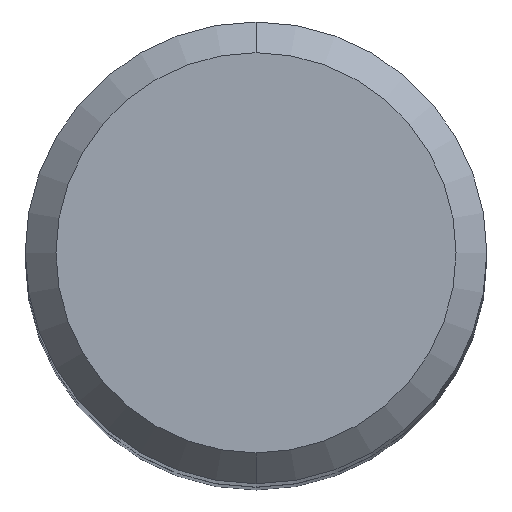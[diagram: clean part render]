
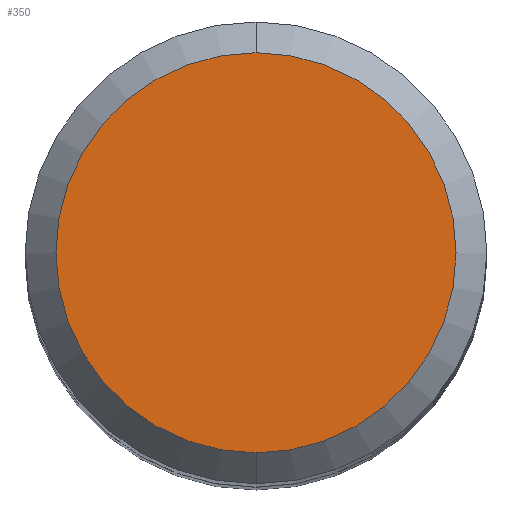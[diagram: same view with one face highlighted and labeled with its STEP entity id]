
A CAD part, top view. The second image highlights one B-rep face of the part: STEP entity #350.
In plain terms, the highlighted planar face has unit normal (0, 0, 1).
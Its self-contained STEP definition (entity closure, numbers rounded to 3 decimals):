
#216=VERTEX_POINT('',#519);
#328=VERTEX_POINT('',#641);
#350=ADVANCED_FACE('',(#665),#666,.T.);
#400=EDGE_CURVE('',#328,#216,#722,.T.);
#428=EDGE_CURVE('',#216,#328,#753,.T.);
#519=CARTESIAN_POINT('',(0.,-2.6,0.0));
#641=CARTESIAN_POINT('',(0.0,2.6,0.0));
#665=FACE_OUTER_BOUND('',#1196,.T.);
#666=PLANE('',#1197);
#722=CIRCLE('',#1316,2.6);
#753=CIRCLE('',#1356,2.6);
#1196=EDGE_LOOP('',(#1617,#1618));
#1197=AXIS2_PLACEMENT_3D('',#1619,#1620,#1621);
#1316=AXIS2_PLACEMENT_3D('',#1687,#1688,#1689);
#1356=AXIS2_PLACEMENT_3D('',#1730,#1731,#1732);
#1617=ORIENTED_EDGE('',*,*,#400,.F.);
#1618=ORIENTED_EDGE('',*,*,#428,.F.);
#1619=CARTESIAN_POINT('',(0.0,1.3,0.0));
#1620=DIRECTION('',(-0.0,0.0,1.0));
#1621=DIRECTION('',(0.0,-1.0,0.0));
#1687=CARTESIAN_POINT('',(0.0,0.0,0.0));
#1688=DIRECTION('',(0.0,0.0,-1.0));
#1689=DIRECTION('',(0.0,1.0,0.0));
#1730=CARTESIAN_POINT('',(0.0,0.0,0.0));
#1731=DIRECTION('',(0.0,0.0,-1.0));
#1732=DIRECTION('',(0.0,1.0,0.0));
